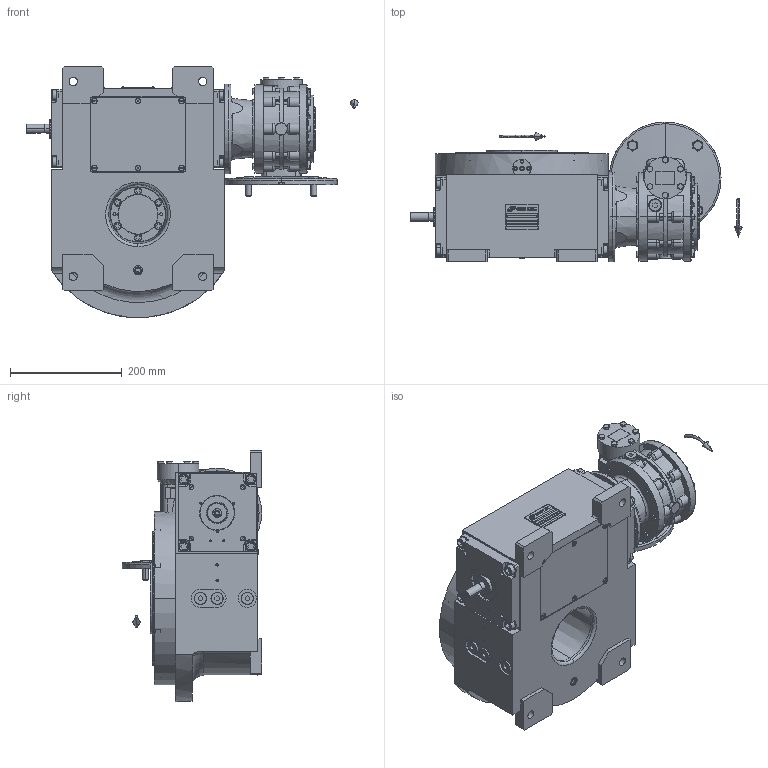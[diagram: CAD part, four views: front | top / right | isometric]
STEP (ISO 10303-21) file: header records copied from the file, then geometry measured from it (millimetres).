
FILE_DESCRIPTION (( 'STEP AP203' ), '1' );
FILE_NAME ('PC5104073.step', '2024-06-27T06:22:14', ( '' ), ( '' ), 'SwSTEP 2.0', 'SolidWorks 2020', '' );
FILE_SCHEMA (( 'CONFIG_CONTROL_DESIGN' ));
Length unit declared in the file: millimetre
Products named in the file (84): cfn2155_01_095; cfn2115_02_160; CFN2010_01_020.stp; cfn2000_01_099; cfn2070_05_009; CFN2010_02_002.stp; cfn2003_01_054; rig09_007_master; CFN2356_03_053.stp; rig09_071_6_m.stp; CFN2223_02_004.stp; rig09_004; rig09_015; AS_rig09_004; cfn2000_01_126; cfn2000_01_081; RIG09_005_AF0.stp; CFN2104_02_018.stp; RIG09_021_AF0.stp; CFN2000_01_185.stp; PC5104073; cfn2151_01_167; olio_agip_blasia_150; cfn2115_02_057; cfn2151_01_170; rig09_003_6; RMI70_F3_DX_80B5; AS_cfn2476_01_002_60x46; freccia_angolare; cfn2107_01_001; rig09_016; RIG09_005_ASM.stp; 900_38_30_003; CFN2155_01_195.stp; rig09_002_s_003; AS_rig09_071_6_m; cfn2151_01_115; cfn2077_01_036; cfn2128_04_002; cfn2476_01_002_60x46 ...
Assembly tree (72 placements, depth 5):
  CFN2010_01_020.stp
  rig09_007_master
  CFN2356_03_053.stp
  CFN2223_02_004.stp
  PC5104073
    rig09_001_a
    AS_cfn2476_01_002_60x46
      cfn2476_01_002_60x46
      cfn2107_01_001
      cfn2107_01_001
    AS_rig09_071_6_m
      rig09_071_6_m.stp
        RIG09_005_ASM.stp
          RIG09_005_AF0.stp
          RIG09_021_AF0.stp
          CFN2000_01_185.stp
          CFN2000_01_185.stp
          CFN2104_02_018.stp
        CFN2155_01_195.stp
        CFN2010_02_002.stp
      cfn2000_01_099
      cfn2000_01_099
      cfn2000_01_099
      cfn2000_01_099
      cfn2000_01_099
      cfn2000_01_099
      cfn2000_01_099
      cfn2000_01_099
      cfn2104_01_018  x2
      rig09_003_6
    AS_rig09_015
      rig09_015
      cfn2000_01_126
      cfn2000_01_126
      cfn2000_01_126
      cfn2000_01_126
      cfn2000_01_126
      cfn2000_01_126
      cfn2073_01_018
    AS_rig09_004
      rig09_004
      cfn2000_01_081
      cfn2155_01_095
      cfn2070_05_009
      cfn2000_01_081
      cfn2000_01_081
      cfn2000_01_081
    AS_rig09_004
      rig09_004
      cfn2000_01_081
      cfn2155_01_095
      cfn2070_05_009
      cfn2000_01_081
      cfn2000_01_081
      cfn2000_01_081
    AS_rig09_002_s_003
      rig09_002_s_003
      cfn2115_02_160
    cfn2128_04_002  x3
    cfn2128_19_002
Bounding box: 594.5 x 250 x 450 mm (x, y, z)
Volume: 6651402.5 mm3; surface area: 1613292.2 mm2
Topology: 63 solids, 63 shells, 3537 faces, 8911 edges, 5681 vertices
Faces by surface type: plane 1702, cylinder 1028, cone 535, torus 258, bspline 10, sphere 4
Entity records: 132293 total; most frequent: CARTESIAN_POINT 40436, ORIENTED_EDGE 17450, DIRECTION 17199, EDGE_CURVE 8725, AXIS2_PLACEMENT_3D 6304, VERTEX_POINT 5619, VECTOR 4591, LINE 4591
